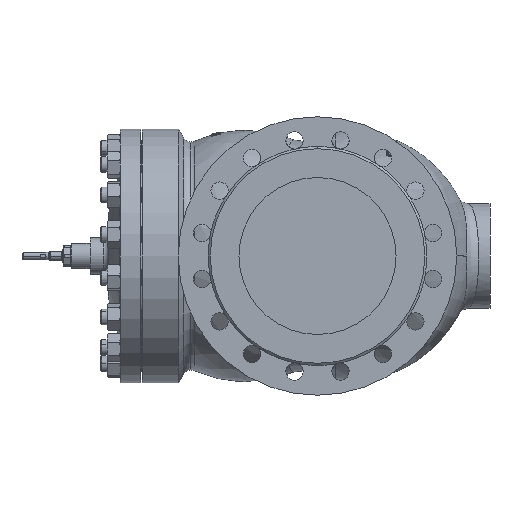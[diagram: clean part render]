
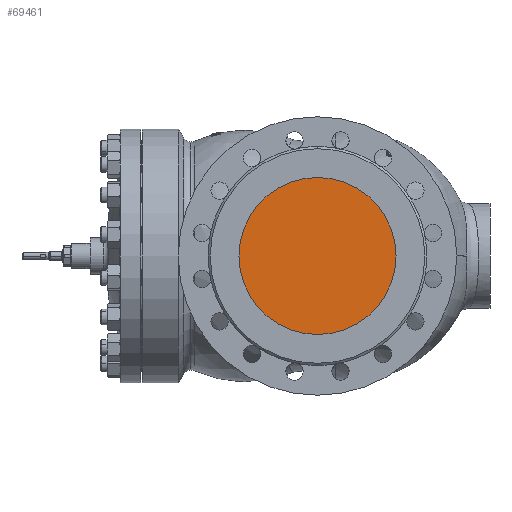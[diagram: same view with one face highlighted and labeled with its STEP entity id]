
A CAD part, left-side view. The second image highlights one B-rep face of the part: STEP entity #69461.
In plain terms, the highlighted planar face has unit normal (-1, 0, 0).
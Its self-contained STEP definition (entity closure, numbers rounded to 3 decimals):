
#1343 = PLANE ( 'NONE',  #156673 ) ;
#4877 = CARTESIAN_POINT ( 'NONE',  ( -415., 0., 150. ) ) ;
#7757 = CARTESIAN_POINT ( 'NONE',  ( -415., 0., 0. ) ) ;
#23860 = VERTEX_POINT ( 'NONE', #106535 ) ;
#24377 = EDGE_LOOP ( 'NONE', ( #204939, #221414 ) ) ;
#25615 = DIRECTION ( 'NONE',  ( 0., 0., -1. ) ) ;
#28498 = CIRCLE ( 'NONE', #216993, 150. ) ;
#59384 = CARTESIAN_POINT ( 'NONE',  ( -415., 0., 0. ) ) ;
#69461 = ADVANCED_FACE ( 'NONE', ( #107730 ), #1343, .T. ) ;
#72875 = DIRECTION ( 'NONE',  ( -1., 0., 0. ) ) ;
#77271 = DIRECTION ( 'NONE',  ( 0., 0., -1. ) ) ;
#87582 = CIRCLE ( 'NONE', #123270, 150. ) ;
#96847 = EDGE_CURVE ( 'NONE', #23860, #116071, #28498, .T. ) ;
#106128 = EDGE_CURVE ( 'NONE', #116071, #23860, #87582, .T. ) ;
#106535 = CARTESIAN_POINT ( 'NONE',  ( -415., 0., -150. ) ) ;
#107730 = FACE_OUTER_BOUND ( 'NONE', #24377, .T. ) ;
#116071 = VERTEX_POINT ( 'NONE', #4877 ) ;
#123270 = AXIS2_PLACEMENT_3D ( 'NONE', #59384, #183783, #77271 ) ;
#132117 = DIRECTION ( 'NONE',  ( 1., 0., 0. ) ) ;
#156673 = AXIS2_PLACEMENT_3D ( 'NONE', #179380, #72875, #197257 ) ;
#179380 = CARTESIAN_POINT ( 'NONE',  ( -415., 0., 0. ) ) ;
#183783 = DIRECTION ( 'NONE',  ( 1., 0., 0. ) ) ;
#197257 = DIRECTION ( 'NONE',  ( 0., 0., -1. ) ) ;
#204939 = ORIENTED_EDGE ( 'NONE', *, *, #106128, .F. ) ;
#216993 = AXIS2_PLACEMENT_3D ( 'NONE', #7757, #132117, #25615 ) ;
#221414 = ORIENTED_EDGE ( 'NONE', *, *, #96847, .F. ) ;
